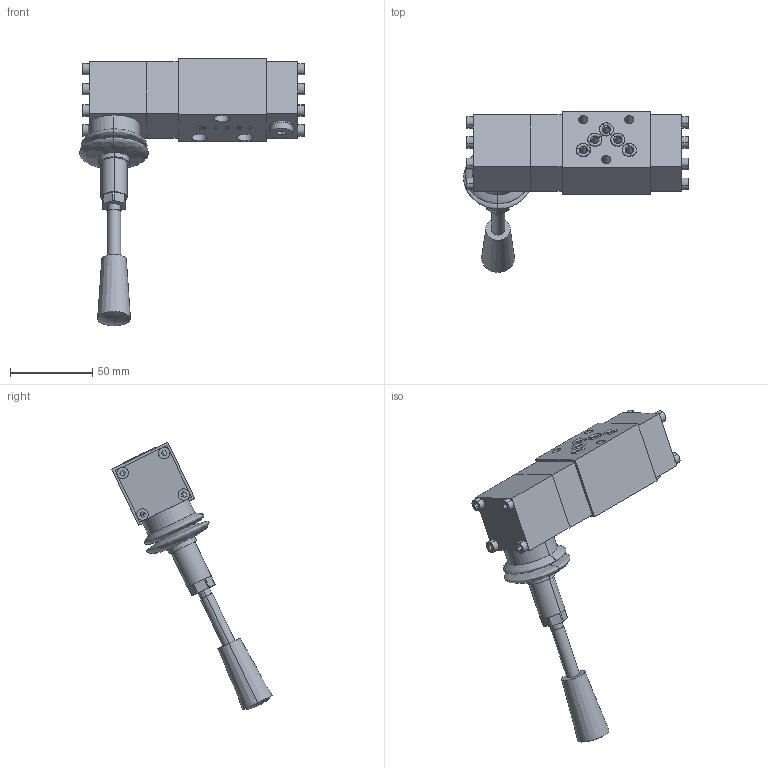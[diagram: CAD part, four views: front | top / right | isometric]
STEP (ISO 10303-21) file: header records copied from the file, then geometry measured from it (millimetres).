
FILE_DESCRIPTION (( 'STEP AP214' ), '1' );
FILE_NAME ('换向阀装配体外发.STEP', '2025-09-16T06:59:50', ( '' ), ( '' ), 'SwSTEP 2.0', 'SolidWorks 2022', '' );
FILE_SCHEMA (( 'AUTOMOTIVE_DESIGN' ));
Length unit declared in the file: millimetre
Products named in the file (1): 换向阀装配体外发
Bounding box: 136.95 x 97.86 x 163.04 mm (x, y, z)
Surface area: 37825 mm2 (no closed solid volume)
Topology: 0 solids, 27 shells, 298 faces, 922 edges, 637 vertices
Faces by surface type: plane 157, cylinder 87, torus 20, cone 20, bspline 12, sphere 2
Entity records: 15134 total; most frequent: CARTESIAN_POINT 3689, DIRECTION 1689, ORIENTED_EDGE 1490, EDGE_CURVE 922, VERTEX_POINT 637, VECTOR 571, LINE 571, AXIS2_PLACEMENT_3D 559
